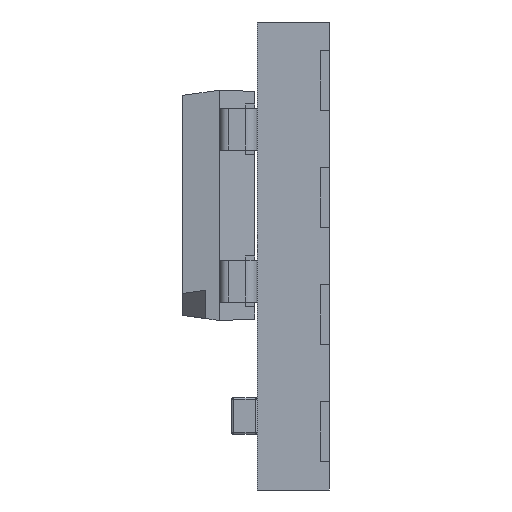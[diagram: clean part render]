
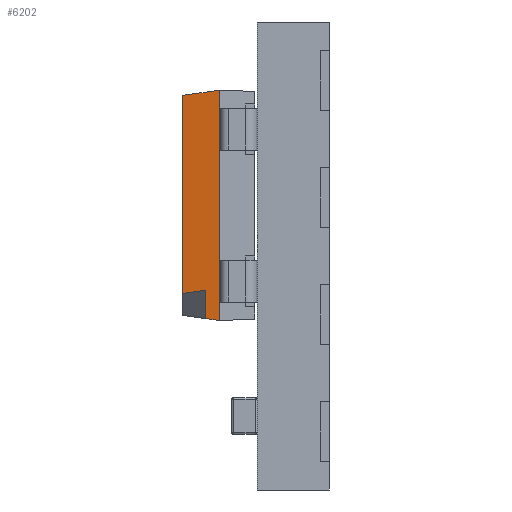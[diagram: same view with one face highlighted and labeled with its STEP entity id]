
A CAD part, left-side view. The second image highlights one B-rep face of the part: STEP entity #6202.
In plain terms, the highlighted face is planar.
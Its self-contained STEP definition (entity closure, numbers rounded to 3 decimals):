
#85 = DIRECTION ( 'NONE',  ( 0.138, -0.981, -0.138 ) ) ;
#493 = CARTESIAN_POINT ( 'NONE',  ( 2.458, 1.12, 1.842 ) ) ;
#711 = VECTOR ( 'NONE', #6637, 1000. ) ;
#1124 = EDGE_CURVE ( 'NONE', #3722, #6330, #5893, .T. ) ;
#1172 = DIRECTION ( 'NONE',  ( 0.99, 0.139, 0. ) ) ;
#1210 = CARTESIAN_POINT ( 'NONE',  ( 2.5, 0.82, 2.5 ) ) ;
#1243 = LINE ( 'NONE', #3946, #711 ) ;
#1257 = DIRECTION ( 'NONE',  ( -0.139, 0.99, 0. ) ) ;
#1385 = CARTESIAN_POINT ( 'NONE',  ( 2.5, 0.82, -2.5 ) ) ;
#1516 = CARTESIAN_POINT ( 'NONE',  ( 2.458, 1.12, 2.458 ) ) ;
#1715 = VECTOR ( 'NONE', #85, 1000. ) ;
#1750 = VERTEX_POINT ( 'NONE', #1385 ) ;
#2010 = CARTESIAN_POINT ( 'NONE',  ( 2.388, 1.62, 1.912 ) ) ;
#2060 = AXIS2_PLACEMENT_3D ( 'NONE', #8583, #1172, #1257 ) ;
#2209 = LINE ( 'NONE', #4990, #6658 ) ;
#2340 = LINE ( 'NONE', #5019, #6574 ) ;
#2644 = CARTESIAN_POINT ( 'NONE',  ( 2.388, 1.62, -2.388 ) ) ;
#2675 = LINE ( 'NONE', #6564, #6383 ) ;
#2741 = EDGE_CURVE ( 'NONE', #1750, #7802, #2209, .T. ) ;
#2760 = LINE ( 'NONE', #3418, #1715 ) ;
#3418 = CARTESIAN_POINT ( 'NONE',  ( 2.388, 1.62, -2.388 ) ) ;
#3722 = VERTEX_POINT ( 'NONE', #493 ) ;
#3751 = EDGE_CURVE ( 'NONE', #6116, #7450, #1243, .T. ) ;
#3946 = CARTESIAN_POINT ( 'NONE',  ( 2.388, 1.62, 0. ) ) ;
#3959 = FACE_OUTER_BOUND ( 'NONE', #7542, .T. ) ;
#4000 = DIRECTION ( 'NONE',  ( 0.138, -0.981, -0.138 ) ) ;
#4351 = DIRECTION ( 'NONE',  ( 0.138, -0.981, 0.138 ) ) ;
#4568 = ORIENTED_EDGE ( 'NONE', *, *, #7908, .F. ) ;
#4648 = DIRECTION ( 'NONE',  ( 0., 0., 1. ) ) ;
#4990 = CARTESIAN_POINT ( 'NONE',  ( 2.5, 0.82, 0. ) ) ;
#5019 = CARTESIAN_POINT ( 'NONE',  ( 2.458, 1.12, 2.458 ) ) ;
#5164 = ORIENTED_EDGE ( 'NONE', *, *, #1124, .T. ) ;
#5206 = PLANE ( 'NONE',  #2060 ) ;
#5893 = LINE ( 'NONE', #7957, #8524 ) ;
#6077 = EDGE_CURVE ( 'NONE', #6330, #7802, #2340, .T. ) ;
#6116 = VERTEX_POINT ( 'NONE', #2644 ) ;
#6202 = ADVANCED_FACE ( 'NONE', ( #3959 ), #5206, .T. ) ;
#6330 = VERTEX_POINT ( 'NONE', #1516 ) ;
#6383 = VECTOR ( 'NONE', #4000, 1000. ) ;
#6564 = CARTESIAN_POINT ( 'NONE',  ( 2.388, 1.62, 1.912 ) ) ;
#6574 = VECTOR ( 'NONE', #4351, 1000. ) ;
#6637 = DIRECTION ( 'NONE',  ( 0., 0., 1. ) ) ;
#6658 = VECTOR ( 'NONE', #7747, 1000. ) ;
#6875 = ORIENTED_EDGE ( 'NONE', *, *, #7744, .T. ) ;
#7274 = ORIENTED_EDGE ( 'NONE', *, *, #3751, .T. ) ;
#7305 = ORIENTED_EDGE ( 'NONE', *, *, #6077, .T. ) ;
#7450 = VERTEX_POINT ( 'NONE', #2010 ) ;
#7542 = EDGE_LOOP ( 'NONE', ( #4568, #7274, #6875, #5164, #7305, #8709 ) ) ;
#7744 = EDGE_CURVE ( 'NONE', #7450, #3722, #2675, .T. ) ;
#7747 = DIRECTION ( 'NONE',  ( 0., 0., 1. ) ) ;
#7802 = VERTEX_POINT ( 'NONE', #1210 ) ;
#7908 = EDGE_CURVE ( 'NONE', #6116, #1750, #2760, .T. ) ;
#7957 = CARTESIAN_POINT ( 'NONE',  ( 2.458, 1.12, 0. ) ) ;
#8524 = VECTOR ( 'NONE', #4648, 1000. ) ;
#8583 = CARTESIAN_POINT ( 'NONE',  ( 2.388, 1.62, 0. ) ) ;
#8709 = ORIENTED_EDGE ( 'NONE', *, *, #2741, .F. ) ;
